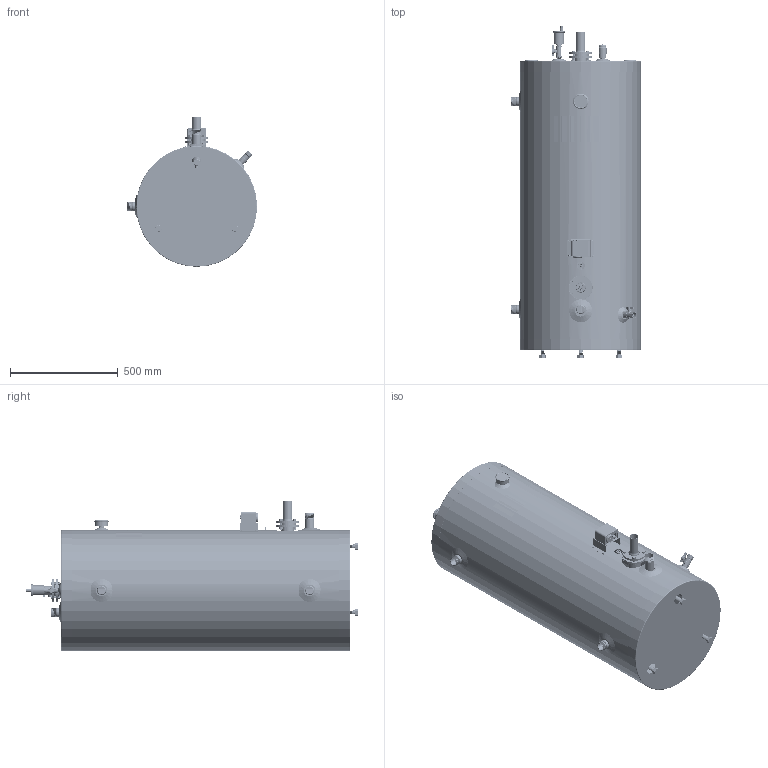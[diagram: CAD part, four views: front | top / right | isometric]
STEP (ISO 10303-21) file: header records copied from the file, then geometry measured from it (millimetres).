
FILE_DESCRIPTION (( 'STEP AP214' ), '1' );
FILE_NAME ('TURBOMAX 50-5.STEP', '2023-02-14T16:30:25', ( '' ), ( '' ), 'SwSTEP 2.0', 'SolidWorks 2023', '' );
FILE_SCHEMA (( 'AUTOMOTIVE_DESIGN' ));
Length unit declared in the file: inch
Products named in the file (1): TURBOMAX 50-5
Bounding box: 604.01 x 1539.91 x 697.13 mm (x, y, z)
Volume: 3495526.5 mm3; surface area: 6993712.1 mm2
Topology: 94 solids, 94 shells, 4316 faces, 10503 edges, 6427 vertices
Faces by surface type: cone 1777, cylinder 1242, plane 733, torus 286, bspline 228, sphere 50
Entity records: 257906 total; most frequent: CARTESIAN_POINT 98979, DIRECTION 22265, ORIENTED_EDGE 20948, EDGE_CURVE 10474, AXIS2_PLACEMENT_3D 9254, VERTEX_POINT 6427, CIRCLE 5165, EDGE_LOOP 4685
